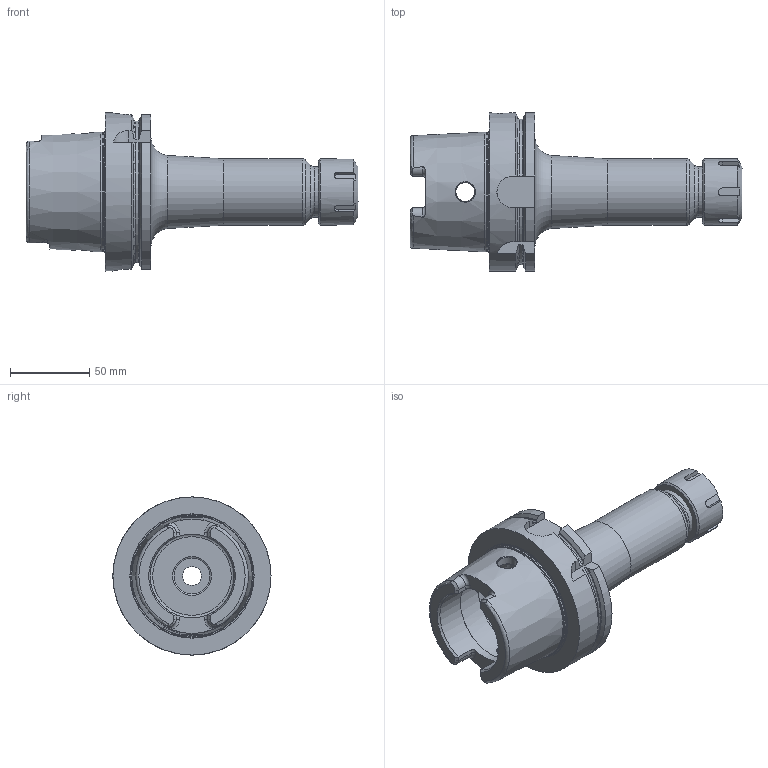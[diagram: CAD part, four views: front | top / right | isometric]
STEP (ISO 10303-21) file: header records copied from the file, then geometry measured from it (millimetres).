
FILE_DESCRIPTION((''),'2;1');
FILE_NAME('610002-021.stp','2014-03-24T11:54:46',('SCHUESSLER'),(''),'Autodesk Inventor 2012','Autodesk Inventor 2012','');
FILE_SCHEMA(('AUTOMOTIVE_DESIGN { 1 0 10303 214 1 1 1 1 }'));
Length unit declared in the file: millimetre
Products named in the file (3): 610002-021; 107-40
Assembly tree (2 placements, depth 2):
  610002-021
    610002-021
    107-40
Bounding box: 210 x 100 x 100 mm (x, y, z)
Volume: 410786.1 mm3; surface area: 76884 mm2
Topology: 2 solids, 2 shells, 164 faces, 421 edges, 266 vertices
Faces by surface type: plane 59, cylinder 45, cone 29, torus 25, bspline 6
Full cylindrical faces by diameter (mm): 10 x1, 12 x3, 16.8 x1, 18.5 x1, 22.5 x1, 24.5 x1, 26.76 x1, 30.5 x1, 32 x1, 33.5 x1, 42 x2, 53 x2, 63 x1, 75.254 x1, 100 x1
Entity records: 5716 total; most frequent: CARTESIAN_POINT 2068, DIRECTION 721, ORIENTED_EDGE 720, EDGE_CURVE 360, AXIS2_PLACEMENT_3D 301, VERTEX_POINT 253, EDGE_LOOP 223, FACE_OUTER_BOUND 163
